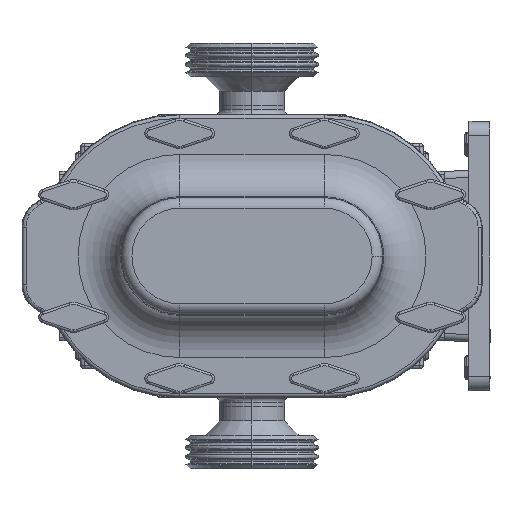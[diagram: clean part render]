
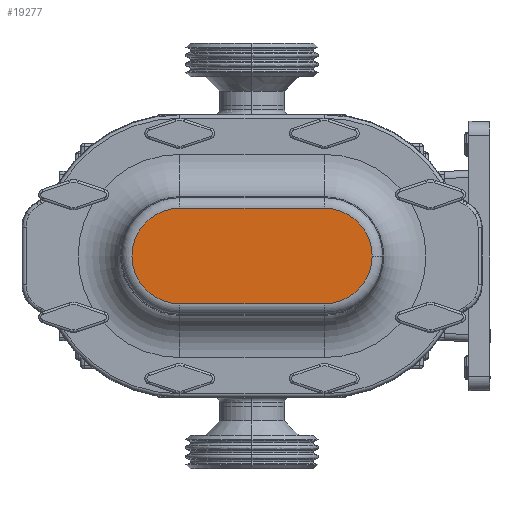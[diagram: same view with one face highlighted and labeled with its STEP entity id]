
A CAD part, left-side view. The second image highlights one B-rep face of the part: STEP entity #19277.
In plain terms, the highlighted face is planar.
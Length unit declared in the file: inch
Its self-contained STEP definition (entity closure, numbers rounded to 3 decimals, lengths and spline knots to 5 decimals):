
#30 = EDGE_CURVE ( 'NONE', #12676, #20062, #34997, .T. ) ;
#35 = EDGE_CURVE ( 'NONE', #9432, #13878, #33702, .T. ) ;
#2003 = EDGE_LOOP ( 'NONE', ( #29416, #3912, #20895, #20315, #27232 ) ) ;
#2012 = VERTEX_POINT ( 'NONE', #7148 ) ;
#2712 = CARTESIAN_POINT ( 'NONE',  ( 0.84643, 1.28125, 1.77 ) ) ;
#3912 = ORIENTED_EDGE ( 'NONE', *, *, #30, .T. ) ;
#3939 = DIRECTION ( 'NONE',  ( 0., -1., 0. ) ) ;
#5223 = EDGE_CURVE ( 'NONE', #13878, #12676, #10864, .T. ) ;
#5344 = CARTESIAN_POINT ( 'NONE',  ( 0., -1.28125, 1.77 ) ) ;
#5893 = CARTESIAN_POINT ( 'NONE',  ( -0.84643, -1.28125, 1.77 ) ) ;
#6676 = DIRECTION ( 'NONE',  ( 0., -1., 0. ) ) ;
#7148 = CARTESIAN_POINT ( 'NONE',  ( 0.84643, -1.28125, 1.77 ) ) ;
#7731 = CARTESIAN_POINT ( 'NONE',  ( -0.84643, -1.28125, 1.77 ) ) ;
#9216 = AXIS2_PLACEMENT_3D ( 'NONE', #5344, #11829, #24577 ) ;
#9432 = VERTEX_POINT ( 'NONE', #25603 ) ;
#10864 = LINE ( 'NONE', #7731, #13027 ) ;
#11829 = DIRECTION ( 'NONE',  ( 0., 0., 1. ) ) ;
#12077 = DIRECTION ( 'NONE',  ( 0., -1., 0. ) ) ;
#12162 = AXIS2_PLACEMENT_3D ( 'NONE', #25207, #37909, #12077 ) ;
#12676 = VERTEX_POINT ( 'NONE', #5893 ) ;
#13027 = VECTOR ( 'NONE', #36080, 39.37008 ) ;
#13878 = VERTEX_POINT ( 'NONE', #24978 ) ;
#15695 = DIRECTION ( 'NONE',  ( 0., 1., 0. ) ) ;
#15727 = AXIS2_PLACEMENT_3D ( 'NONE', #22981, #38588, #6676 ) ;
#17088 = AXIS2_PLACEMENT_3D ( 'NONE', #37973, #41295, #3939 ) ;
#17923 = CIRCLE ( 'NONE', #9216, 0.84643 ) ;
#18070 = CARTESIAN_POINT ( 'NONE',  ( 0., -2.12768, 1.77 ) ) ;
#19277 = ADVANCED_FACE ( 'NONE', ( #24812 ), #41032, .T. ) ;
#20062 = VERTEX_POINT ( 'NONE', #18070 ) ;
#20315 = ORIENTED_EDGE ( 'NONE', *, *, #31254, .T. ) ;
#20895 = ORIENTED_EDGE ( 'NONE', *, *, #25707, .T. ) ;
#22981 = CARTESIAN_POINT ( 'NONE',  ( 0., 1.28125, 1.77 ) ) ;
#24577 = DIRECTION ( 'NONE',  ( 0., -1., 0. ) ) ;
#24812 = FACE_OUTER_BOUND ( 'NONE', #2003, .T. ) ;
#24887 = LINE ( 'NONE', #2712, #35583 ) ;
#24978 = CARTESIAN_POINT ( 'NONE',  ( -0.84643, 1.28125, 1.77 ) ) ;
#25207 = CARTESIAN_POINT ( 'NONE',  ( -1.0275, 1.28125, 1.77 ) ) ;
#25603 = CARTESIAN_POINT ( 'NONE',  ( 0.84643, 1.28125, 1.77 ) ) ;
#25707 = EDGE_CURVE ( 'NONE', #20062, #2012, #17923, .T. ) ;
#27232 = ORIENTED_EDGE ( 'NONE', *, *, #35, .T. ) ;
#29416 = ORIENTED_EDGE ( 'NONE', *, *, #5223, .T. ) ;
#31254 = EDGE_CURVE ( 'NONE', #2012, #9432, #24887, .T. ) ;
#33702 = CIRCLE ( 'NONE', #15727, 0.84643 ) ;
#34997 = CIRCLE ( 'NONE', #17088, 0.84643 ) ;
#35583 = VECTOR ( 'NONE', #15695, 39.37008 ) ;
#36080 = DIRECTION ( 'NONE',  ( 0., -1., 0. ) ) ;
#37909 = DIRECTION ( 'NONE',  ( 0., 0., 1. ) ) ;
#37973 = CARTESIAN_POINT ( 'NONE',  ( 0., -1.28125, 1.77 ) ) ;
#38588 = DIRECTION ( 'NONE',  ( 0., 0., 1. ) ) ;
#41032 = PLANE ( 'NONE',  #12162 ) ;
#41295 = DIRECTION ( 'NONE',  ( 0., 0., 1. ) ) ;
